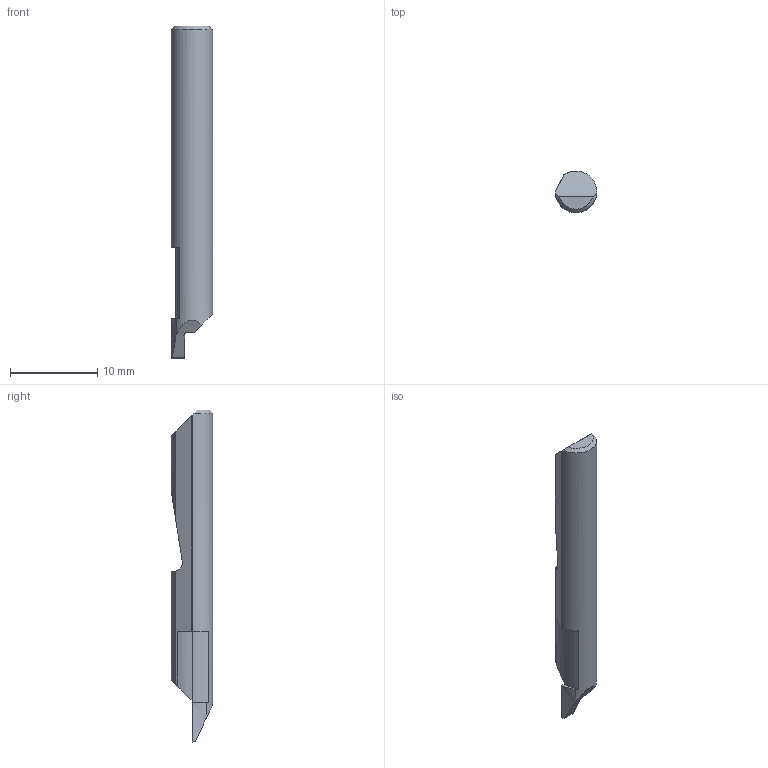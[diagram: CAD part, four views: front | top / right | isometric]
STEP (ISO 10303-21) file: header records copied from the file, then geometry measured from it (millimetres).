
FILE_DESCRIPTION (( 'STEP AP214' ), '1' );
FILE_NAME ('Micro_QFG-187-062-100X.STEP', '2021-09-09T12:45:05', ( '' ), ( '' ), 'SwSTEP 2.0', 'SolidWorks 2020', '' );
FILE_SCHEMA (( 'AUTOMOTIVE_DESIGN' ));
Length unit declared in the file: inch
Products named in the file (1): Micro_QFG-187-062-100X
Bounding box: 4.76 x 4.76 x 38.1 mm (x, y, z)
Volume: 549.9 mm3; surface area: 534.8 mm2
Topology: 1 solids, 1 shells, 25 faces, 68 edges, 45 vertices
Faces by surface type: plane 15, cylinder 8, cone 2
Entity records: 836 total; most frequent: CARTESIAN_POINT 218, ORIENTED_EDGE 136, DIRECTION 105, EDGE_CURVE 68, VERTEX_POINT 45, VECTOR 35, LINE 35, AXIS2_PLACEMENT_3D 35
